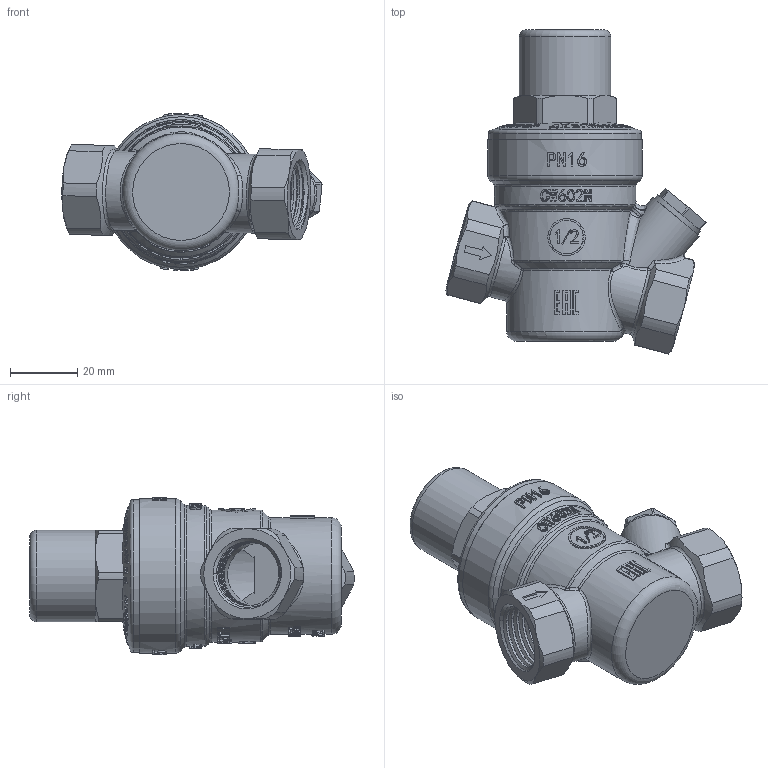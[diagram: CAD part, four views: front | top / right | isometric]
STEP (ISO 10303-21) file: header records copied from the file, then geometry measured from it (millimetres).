
FILE_DESCRIPTION(/* description */ ('STEP AP203'),/* implementation_level */ '2;1');
FILE_NAME(/* name */ 'G1-2.stp',/* time_stamp */ '2023-02-10T17:45:12+08:00',/* author */ ('lxr13'),/* organization */ ('Microsoft'),/* preprocessor_version */ 'ST-DEVELOPER v18.1',/* originating_system */ 'Autodesk Inventor 2022',/* authorisation */ '');
FILE_SCHEMA (('AUTOMOTIVE_DESIGN { 1 0 10303 214 3 1 1 }'));
Products named in the file (8): HPWR01-02-01; HPWR01-02-04-06Áù½ÇÍ­µæ
Æ¬; HPWR01-02-04-07µ÷½ÚÂÝË¿; ¼õÑ¹·§Ã±; HPWR01-02-04-01; O-13X1.5; ºÚÉ«¶ÂÍ·; 1117BU²»Ðâ¸ÖµæÆ¬
Assembly tree (7 placements, depth 2):
  HPWR01-02-01
    HPWR01-02-04-06Áù½ÇÍ­µæ
Æ¬
    HPWR01-02-04-07µ÷½ÚÂÝË¿
    ¼õÑ¹·§Ã±
    HPWR01-02-04-01
    O-13X1.5
    ºÚÉ«¶ÂÍ·
    1117BU²»Ðâ¸ÖµæÆ¬
Bounding box: 77.45 x 96.52 x 47 mm (x, y, z)
Volume: 49405.3 mm3; surface area: 38944.1 mm2
Topology: 7 solids, 7 shells, 1448 faces, 3820 edges, 2504 vertices
Faces by surface type: plane 747, bspline 378, cylinder 177, cone 108, torus 30, sphere 8
Full cylindrical faces by diameter (mm): 2.5 x1, 3 x1, 4.9 x1, 5 x1, 6 x1, 8 x1, 10.7 x1, 11.5 x6, 12 x1, 13 x1, 13.5 x1, 17 x1, 18 x1, 19 x9, 27.3 x1, 30.1 x1, 34.5 x2, 35 x1, 36.8 x1, 40 x2, 40.5 x5, 42 x1, 45.5 x1, 46 x1
Entity records: 108656 total; most frequent: CARTESIAN_POINT 75308, ORIENTED_EDGE 7624, DIRECTION 5760, EDGE_CURVE 3812, VERTEX_POINT 2504, AXIS2_PLACEMENT_3D 2032, LINE 1696, VECTOR 1696
